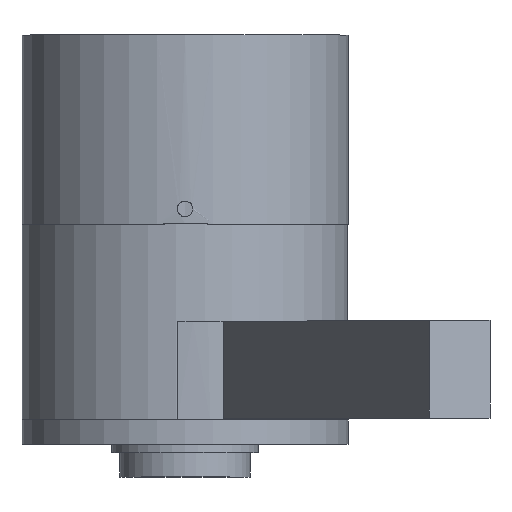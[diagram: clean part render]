
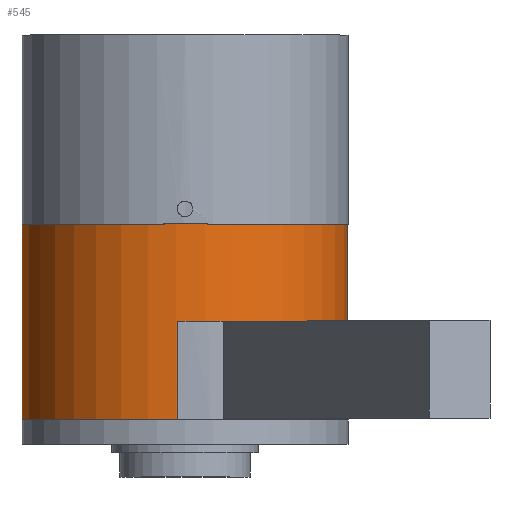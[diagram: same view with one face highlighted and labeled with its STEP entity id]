
A CAD part, top view. The second image highlights one B-rep face of the part: STEP entity #545.
In plain terms, the highlighted cylindrical face has radius 31.75 mm (diameter 63.5 mm), a full revolution.
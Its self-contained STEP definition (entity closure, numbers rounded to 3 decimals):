
#545=ADVANCED_FACE('',(#900,#901),#666,.T.);
#666=CYLINDRICAL_SURFACE('',#2847,31.75);
#900=FACE_BOUND('',#1206,.T.);
#901=FACE_BOUND('',#1207,.T.);
#1206=EDGE_LOOP('',(#1670));
#1207=EDGE_LOOP('',(#1671));
#1670=ORIENTED_EDGE('',*,*,#2290,.F.);
#1671=ORIENTED_EDGE('',*,*,#2306,.T.);
#2035=VERTEX_POINT('',#4580);
#2048=VERTEX_POINT('',#4610);
#2290=EDGE_CURVE('',#2035,#2035,#2535,.T.);
#2306=EDGE_CURVE('',#2048,#2048,#2542,.T.);
#2535=CIRCLE('',#2838,31.75);
#2542=CIRCLE('',#2846,31.75);
#2838=AXIS2_PLACEMENT_3D('',#4579,#3495,#3496);
#2846=AXIS2_PLACEMENT_3D('',#4609,#3520,#3521);
#2847=AXIS2_PLACEMENT_3D('',#4611,#3522,#3523);
#3495=DIRECTION('',(0.,0.,1.));
#3496=DIRECTION('',(1.,0.,0.));
#3520=DIRECTION('',(0.,0.,1.));
#3521=DIRECTION('',(1.,0.,0.));
#3522=DIRECTION('',(0.,0.,-1.));
#3523=DIRECTION('',(-1.,0.,0.));
#4579=CARTESIAN_POINT('',(0.,0.,38.1));
#4580=CARTESIAN_POINT('',(31.75,0.,38.1));
#4609=CARTESIAN_POINT('',(0.,0.,0.));
#4610=CARTESIAN_POINT('',(31.75,0.,0.));
#4611=CARTESIAN_POINT('',(0.,0.,38.1));
